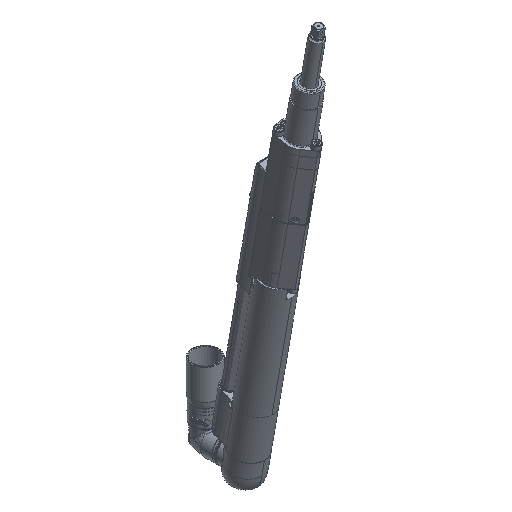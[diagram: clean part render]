
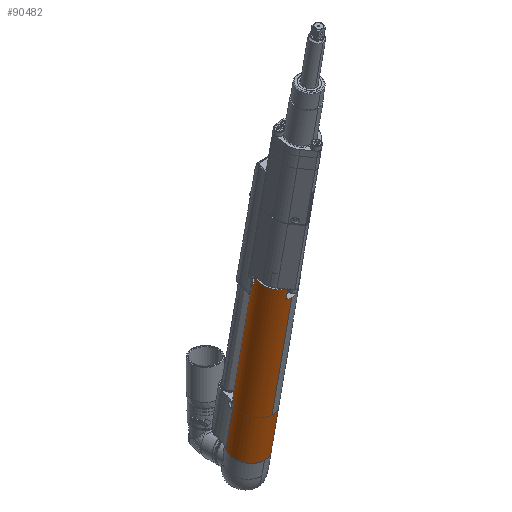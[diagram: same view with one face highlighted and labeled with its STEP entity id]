
A CAD part, isometric view. The second image highlights one B-rep face of the part: STEP entity #90482.
In plain terms, the highlighted cylindrical face has radius 21 mm (diameter 42 mm), a partial arc.
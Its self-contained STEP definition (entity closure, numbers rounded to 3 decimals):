
#59970=DIRECTION('',(0.,0.,1.));
#59971=VECTOR('',#59970,13.);
#59972=CARTESIAN_POINT('',(-8.944,19.,0.));
#59973=LINE('',#59972,#59971);
#59974=CARTESIAN_POINT('',(0.,0.,13.));
#59975=DIRECTION('',(0.,0.,1.));
#59976=DIRECTION('',(-0.905,0.426,0.));
#59977=AXIS2_PLACEMENT_3D('',#59974,#59975,#59976);
#59979=CARTESIAN_POINT('',(18.418,10.088,-198.5));
#59980=CARTESIAN_POINT('',(18.73,9.52,
-198.675));
#59981=CARTESIAN_POINT('',(19.277,8.395,
-199.01));
#59982=CARTESIAN_POINT('',(19.896,6.791,
-199.379));
#59983=CARTESIAN_POINT('',(20.216,5.71,-199.5));
#59984=CARTESIAN_POINT('',(20.352,5.175,-199.5));
#59986=CARTESIAN_POINT('',(0.,0.,-199.5));
#59987=DIRECTION('',(0.,0.,-1.));
#59988=DIRECTION('',(0.969,0.246,0.));
#59989=AXIS2_PLACEMENT_3D('',#59986,#59987,#59988);
#59991=CARTESIAN_POINT('',(-20.352,5.175,-199.5));
#59992=CARTESIAN_POINT('',(-20.214,5.719,-199.5));
#59993=CARTESIAN_POINT('',(-19.89,6.813,
-199.376));
#59994=CARTESIAN_POINT('',(-19.25,8.457,
-198.993));
#59995=CARTESIAN_POINT('',(-18.716,9.545,
-198.667));
#59996=CARTESIAN_POINT('',(-18.418,10.088,-198.5));
#59998=DIRECTION('',(0.,0.,1.));
#59999=VECTOR('',#59998,54.);
#60000=CARTESIAN_POINT('',(-18.418,10.088,-198.5));
#60001=LINE('',#60000,#59999);
#60002=CARTESIAN_POINT('',(0.,0.,-144.5));
#60003=DIRECTION('',(0.,0.,1.));
#60004=DIRECTION('',(0.,1.,0.));
#60005=AXIS2_PLACEMENT_3D('',#60002,#60003,#60004);
#60041=CARTESIAN_POINT('',(0.,0.,0.));
#60042=DIRECTION('',(0.,0.,-1.));
#60043=DIRECTION('',(-0.426,0.905,0.));
#60044=AXIS2_PLACEMENT_3D('',#60041,#60042,#60043);
#60066=CARTESIAN_POINT('',(0.,0.,0.));
#60067=DIRECTION('',(0.,0.,-1.));
#60068=DIRECTION('',(-0.889,0.459,0.));
#60069=AXIS2_PLACEMENT_3D('',#60066,#60067,#60068);
#60081=CARTESIAN_POINT('',(0.,0.,0.));
#60082=DIRECTION('',(0.,0.,-1.));
#60083=DIRECTION('',(0.,-1.,0.));
#60084=AXIS2_PLACEMENT_3D('',#60081,#60082,#60083);
#74983=DIRECTION('',(0.,0.,-1.));
#74984=VECTOR('',#74983,1.5);
#74985=CARTESIAN_POINT('',(0.,21.,0.));
#74986=LINE('',#74985,#74984);
#74998=DIRECTION('',(0.,0.,-1.));
#74999=VECTOR('',#74998,138.);
#75000=CARTESIAN_POINT('',(0.,21.,-6.5));
#75001=LINE('',#75000,#74999);
#75007=CARTESIAN_POINT('',(0.,0.,-144.5));
#75008=DIRECTION('',(0.,0.,-1.));
#75009=DIRECTION('',(0.877,0.48,0.));
#75010=AXIS2_PLACEMENT_3D('',#75007,#75008,#75009);
#75012=DIRECTION('',(0.,0.,1.));
#75013=VECTOR('',#75012,144.5);
#75014=CARTESIAN_POINT('',(0.,-21.,-144.5));
#75015=LINE('',#75014,#75013);
#75798=CARTESIAN_POINT('',(0.,21.,-1.5));
#75799=CARTESIAN_POINT('',(-0.369,21.,-1.5));
#75800=CARTESIAN_POINT('',(-1.11,20.979,
-1.665));
#75801=CARTESIAN_POINT('',(-2.018,20.907,
-2.382));
#75802=CARTESIAN_POINT('',(-2.52,20.849,
-3.423));
#75803=CARTESIAN_POINT('',(-2.521,20.848,
-4.569));
#75804=CARTESIAN_POINT('',(-2.025,20.906,
-5.609));
#75805=CARTESIAN_POINT('',(-1.117,20.979,
-6.332));
#75806=CARTESIAN_POINT('',(-0.372,21.,-6.5));
#75807=CARTESIAN_POINT('',(0.,21.,-6.5));
#77055=DIRECTION('',(0.,0.,1.));
#77056=VECTOR('',#77055,54.);
#77057=CARTESIAN_POINT('',(18.418,10.088,-198.5));
#77058=LINE('',#77057,#77056);
#77186=DIRECTION('',(0.,0.,1.));
#77187=VECTOR('',#77186,13.);
#77188=CARTESIAN_POINT('',(-6.422,-19.994,0.));
#77189=LINE('',#77188,#77187);
#77218=CARTESIAN_POINT('',(0.,0.,13.));
#77219=DIRECTION('',(0.,0.,-1.));
#77220=DIRECTION('',(-0.306,-0.952,0.));
#77221=AXIS2_PLACEMENT_3D('',#77218,#77219,#77220);
#77388=CARTESIAN_POINT('',(0.,0.,13.));
#77389=DIRECTION('',(0.,0.,-1.));
#77390=DIRECTION('',(-0.905,0.426,0.));
#77391=AXIS2_PLACEMENT_3D('',#77388,#77389,#77390);
#77403=CARTESIAN_POINT('',(0.,0.,13.));
#77404=DIRECTION('',(0.,0.,-1.));
#77405=DIRECTION('',(-0.459,0.889,0.));
#77406=AXIS2_PLACEMENT_3D('',#77403,#77404,#77405);
#77534=DIRECTION('',(0.,0.,1.));
#77535=VECTOR('',#77534,13.);
#77536=CARTESIAN_POINT('',(-9.63,18.662,0.));
#77537=LINE('',#77536,#77535);
#77538=DIRECTION('',(0.,0.,-1.));
#77539=VECTOR('',#77538,13.);
#77540=CARTESIAN_POINT('',(-18.662,9.63,13.));
#77541=LINE('',#77540,#77539);
#84463=VERTEX_POINT('',#75798);
#84464=VERTEX_POINT('',#75807);
#84465=CARTESIAN_POINT('',(0.,21.,0.));
#84466=VERTEX_POINT('',#84465);
#84676=CARTESIAN_POINT('',(-18.418,10.088,-198.5));
#84678=VERTEX_POINT('',#84676);
#84694=CARTESIAN_POINT('',(-20.352,5.175,-199.5));
#84695=VERTEX_POINT('',#84694);
#84696=CARTESIAN_POINT('',(20.352,5.175,-199.5));
#84698=VERTEX_POINT('',#84696);
#84740=VERTEX_POINT('',#59979);
#88149=CARTESIAN_POINT('',(-6.422,-19.994,13.));
#88150=CARTESIAN_POINT('',(-7.11,-19.76,13.));
#88151=VERTEX_POINT('',#88149);
#88152=VERTEX_POINT('',#88150);
#88153=CARTESIAN_POINT('',(-19.,8.944,13.));
#88154=CARTESIAN_POINT('',(-18.662,9.63,13.));
#88155=VERTEX_POINT('',#88153);
#88156=VERTEX_POINT('',#88154);
#88157=CARTESIAN_POINT('',(-9.63,18.662,13.));
#88158=CARTESIAN_POINT('',(-8.944,19.,13.));
#88159=VERTEX_POINT('',#88157);
#88160=VERTEX_POINT('',#88158);
#89254=CARTESIAN_POINT('',(0.,21.,-144.5));
#89255=CARTESIAN_POINT('',(-18.418,10.088,-144.5));
#89256=VERTEX_POINT('',#89254);
#89257=VERTEX_POINT('',#89255);
#89258=CARTESIAN_POINT('',(18.418,10.088,-144.5));
#89259=CARTESIAN_POINT('',(0.,-21.,-144.5));
#89260=VERTEX_POINT('',#89258);
#89261=VERTEX_POINT('',#89259);
#89270=CARTESIAN_POINT('',(0.,-21.,0.));
#89271=VERTEX_POINT('',#89270);
#89323=CARTESIAN_POINT('',(-8.944,19.,0.));
#89325=VERTEX_POINT('',#89323);
#89330=CARTESIAN_POINT('',(-9.63,18.662,0.));
#89331=CARTESIAN_POINT('',(-18.662,9.63,0.));
#89332=VERTEX_POINT('',#89330);
#89333=VERTEX_POINT('',#89331);
#89334=CARTESIAN_POINT('',(-6.422,-19.994,0.));
#89336=VERTEX_POINT('',#89334);
#90433=CARTESIAN_POINT('',(0.,0.,-147.39));
#90434=DIRECTION('',(0.,0.,1.));
#90435=DIRECTION('',(0.,1.,0.));
#90436=AXIS2_PLACEMENT_3D('',#90433,#90434,#90435);
#90437=CYLINDRICAL_SURFACE('',#90436,21.);
#90439=ORIENTED_EDGE('',*,*,#90438,.F.);
#90441=ORIENTED_EDGE('',*,*,#90440,.T.);
#90443=ORIENTED_EDGE('',*,*,#90442,.F.);
#90445=ORIENTED_EDGE('',*,*,#90444,.F.);
#90447=ORIENTED_EDGE('',*,*,#90446,.F.);
#90449=ORIENTED_EDGE('',*,*,#90448,.F.);
#90451=ORIENTED_EDGE('',*,*,#90450,.F.);
#90453=ORIENTED_EDGE('',*,*,#90452,.T.);
#90455=ORIENTED_EDGE('',*,*,#90454,.F.);
#90457=ORIENTED_EDGE('',*,*,#90456,.F.);
#90459=ORIENTED_EDGE('',*,*,#90458,.F.);
#90461=ORIENTED_EDGE('',*,*,#90460,.F.);
#90463=ORIENTED_EDGE('',*,*,#90462,.F.);
#90465=ORIENTED_EDGE('',*,*,#90464,.F.);
#90466=ORIENTED_EDGE('',*,*,#90418,.T.);
#90467=ORIENTED_EDGE('',*,*,#90014,.T.);
#90469=ORIENTED_EDGE('',*,*,#90468,.T.);
#90471=ORIENTED_EDGE('',*,*,#90470,.T.);
#90473=ORIENTED_EDGE('',*,*,#90472,.F.);
#90475=ORIENTED_EDGE('',*,*,#90474,.F.);
#90477=ORIENTED_EDGE('',*,*,#90476,.F.);
#90479=ORIENTED_EDGE('',*,*,#90478,.F.);
#90480=EDGE_LOOP('',(#90439,#90441,#90443,#90445,#90447,#90449,#90451,#90453,
#90455,#90457,#90459,#90461,#90463,#90465,#90466,#90467,#90469,#90471,#90473,
#90475,#90477,#90479));
#90481=FACE_OUTER_BOUND('',#90480,.F.);
#59978=CIRCLE('',#59977,21.);
#59985=B_SPLINE_CURVE_WITH_KNOTS('',3,(#59979,#59980,#59981,#59982,#59983,
#59984),.UNSPECIFIED.,.F.,.F.,(4,1,1,4),(0.,0.333,
0.667,1.),.UNSPECIFIED.);
#59990=CIRCLE('',#59989,21.);
#59997=B_SPLINE_CURVE_WITH_KNOTS('',3,(#59991,#59992,#59993,#59994,#59995,
#59996),.UNSPECIFIED.,.F.,.F.,(4,1,1,4),(0.,0.333,
0.667,1.),.UNSPECIFIED.);
#60006=CIRCLE('',#60005,21.);
#60045=CIRCLE('',#60044,21.);
#60070=CIRCLE('',#60069,21.);
#60085=CIRCLE('',#60084,21.);
#75011=CIRCLE('',#75010,21.);
#75808=B_SPLINE_CURVE_WITH_KNOTS('',3,(#75798,#75799,#75800,#75801,#75802,
#75803,#75804,#75805,#75806,#75807),.UNSPECIFIED.,.F.,.F.,(4,1,1,1,1,1,1,4),(
0.,0.143,0.286,0.429,0.571,
0.714,0.857,1.),.UNSPECIFIED.);
#77222=CIRCLE('',#77221,21.);
#77392=CIRCLE('',#77391,21.);
#77407=CIRCLE('',#77406,21.);
#90014=EDGE_CURVE('',#84698,#84695,#59990,.T.);
#90418=EDGE_CURVE('',#84740,#84698,#59985,.T.);
#90438=EDGE_CURVE('',#89325,#84466,#60045,.T.);
#90440=EDGE_CURVE('',#89325,#88160,#59973,.T.);
#90442=EDGE_CURVE('',#88159,#88160,#77407,.T.);
#90444=EDGE_CURVE('',#89332,#88159,#77537,.T.);
#90446=EDGE_CURVE('',#89333,#89332,#60070,.T.);
#90448=EDGE_CURVE('',#88156,#89333,#77541,.T.);
#90450=EDGE_CURVE('',#88155,#88156,#77392,.T.);
#90452=EDGE_CURVE('',#88155,#88152,#59978,.T.);
#90454=EDGE_CURVE('',#88151,#88152,#77222,.T.);
#90456=EDGE_CURVE('',#89336,#88151,#77189,.T.);
#90458=EDGE_CURVE('',#89271,#89336,#60085,.T.);
#90460=EDGE_CURVE('',#89261,#89271,#75015,.T.);
#90462=EDGE_CURVE('',#89260,#89261,#75011,.T.);
#90464=EDGE_CURVE('',#84740,#89260,#77058,.T.);
#90468=EDGE_CURVE('',#84695,#84678,#59997,.T.);
#90470=EDGE_CURVE('',#84678,#89257,#60001,.T.);
#90472=EDGE_CURVE('',#89256,#89257,#60006,.T.);
#90474=EDGE_CURVE('',#84464,#89256,#75001,.T.);
#90476=EDGE_CURVE('',#84463,#84464,#75808,.T.);
#90478=EDGE_CURVE('',#84466,#84463,#74986,.T.);
#90482=ADVANCED_FACE('',(#90481),#90437,.T.);
